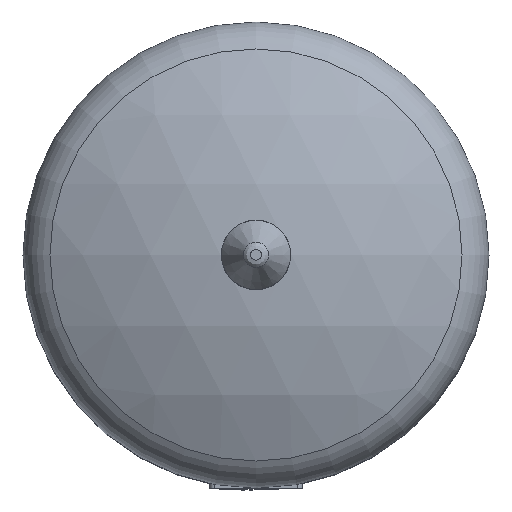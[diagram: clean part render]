
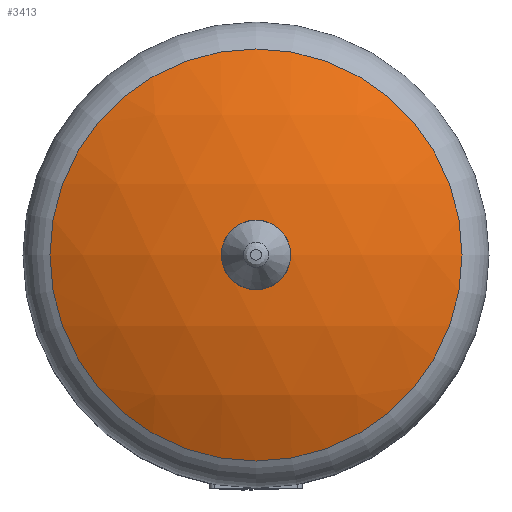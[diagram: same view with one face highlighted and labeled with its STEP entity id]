
A CAD part, top view. The second image highlights one B-rep face of the part: STEP entity #3413.
In plain terms, the highlighted spherical face has radius 281 mm.
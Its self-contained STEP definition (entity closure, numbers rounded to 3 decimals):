
#902=FACE_OUTER_BOUND($,#1118,.T.);
#1118=EDGE_LOOP($,(#2411));
#1373=CIRCLE($,#3659,123.774);
#1564=VERTEX_POINT($,#5188);
#1911=EDGE_CURVE($,#1564,#1564,#1373,.T.);
#2411=ORIENTED_EDGE($,*,*,#1911,.F.);
#3411=SPHERICAL_SURFACE($,#3658,281.);
#3413=ADVANCED_FACE($,(#902),#3411,.T.);
#3658=AXIS2_PLACEMENT_3D($,#5187,#4066,#4067);
#3659=AXIS2_PLACEMENT_3D($,#5189,#4068,#4069);
#4066=DIRECTION('center_axis',(0.,1.,0.));
#4067=DIRECTION('ref_axis',(1.,0.,0.));
#4068=DIRECTION('center_axis',(0.,0.,
-1.));
#4069=DIRECTION('ref_axis',(-1.,0.,0.));
#5187=CARTESIAN_POINT('Origin',(0.,0.,
99.));
#5188=CARTESIAN_POINT('',(-123.774,0.,351.272));
#5189=CARTESIAN_POINT('Origin',(0.,0.,
351.272));
